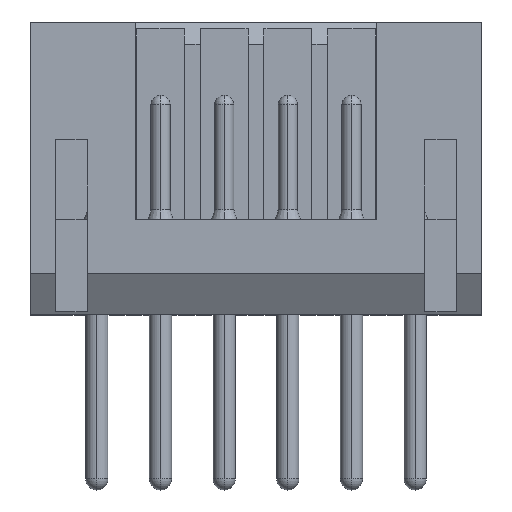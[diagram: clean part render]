
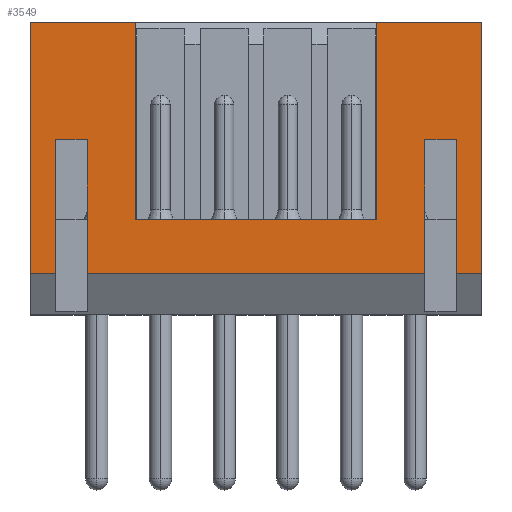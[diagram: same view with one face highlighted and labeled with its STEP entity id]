
A CAD part, top view. The second image highlights one B-rep face of the part: STEP entity #3549.
In plain terms, the highlighted planar face has unit normal (0, 0, 1).
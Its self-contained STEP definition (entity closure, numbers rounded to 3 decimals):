
#621=DIRECTION('',(0.,1.,0.));
#622=VECTOR('',#621,4.2);
#623=CARTESIAN_POINT('',(-6.3,1.3,2.55));
#624=LINE('',#623,#622);
#625=DIRECTION('',(1.,0.,0.));
#626=VECTOR('',#625,0.8);
#627=CARTESIAN_POINT('',(-7.1,1.3,2.55));
#628=LINE('',#627,#626);
#629=DIRECTION('',(-1.,0.,0.));
#630=VECTOR('',#629,3.3);
#631=CARTESIAN_POINT('',(-3.8,9.2,2.55));
#632=LINE('',#631,#630);
#633=DIRECTION('',(0.,1.,0.));
#634=VECTOR('',#633,6.2);
#635=CARTESIAN_POINT('',(-3.8,3.,2.55));
#636=LINE('',#635,#634);
#637=DIRECTION('',(-1.,0.,0.));
#638=VECTOR('',#637,3.3);
#639=CARTESIAN_POINT('',(7.1,9.2,2.55));
#640=LINE('',#639,#638);
#641=DIRECTION('',(0.,1.,0.));
#642=VECTOR('',#641,7.9);
#643=CARTESIAN_POINT('',(7.1,1.3,2.55));
#644=LINE('',#643,#642);
#645=DIRECTION('',(1.,0.,0.));
#646=VECTOR('',#645,0.8);
#647=CARTESIAN_POINT('',(6.3,1.3,2.55));
#648=LINE('',#647,#646);
#649=DIRECTION('',(1.,0.,0.));
#650=VECTOR('',#649,10.6);
#651=CARTESIAN_POINT('',(-5.3,1.3,2.55));
#652=LINE('',#651,#650);
#653=DIRECTION('',(1.,0.,0.));
#654=VECTOR('',#653,1.);
#655=CARTESIAN_POINT('',(-6.3,5.5,2.55));
#656=LINE('',#655,#654);
#669=DIRECTION('',(0.,1.,0.));
#670=VECTOR('',#669,7.9);
#671=CARTESIAN_POINT('',(-7.1,1.3,2.55));
#672=LINE('',#671,#670);
#705=DIRECTION('',(1.,0.,0.));
#706=VECTOR('',#705,7.6);
#707=CARTESIAN_POINT('',(-3.8,3.,2.55));
#708=LINE('',#707,#706);
#841=DIRECTION('',(0.,-1.,0.));
#842=VECTOR('',#841,4.2);
#843=CARTESIAN_POINT('',(6.3,5.5,2.55));
#844=LINE('',#843,#842);
#889=DIRECTION('',(0.,-1.,0.));
#890=VECTOR('',#889,6.2);
#891=CARTESIAN_POINT('',(3.8,9.2,2.55));
#892=LINE('',#891,#890);
#929=DIRECTION('',(0.,1.,0.));
#930=VECTOR('',#929,4.2);
#931=CARTESIAN_POINT('',(5.3,1.3,2.55));
#932=LINE('',#931,#930);
#941=DIRECTION('',(1.,0.,0.));
#942=VECTOR('',#941,1.);
#943=CARTESIAN_POINT('',(5.3,5.5,2.55));
#944=LINE('',#943,#942);
#1201=DIRECTION('',(0.,-1.,0.));
#1202=VECTOR('',#1201,4.2);
#1203=CARTESIAN_POINT('',(-5.3,5.5,2.55));
#1204=LINE('',#1203,#1202);
#2213=CARTESIAN_POINT('',(7.1,1.3,2.55));
#2214=VERTEX_POINT('',#2213);
#2215=CARTESIAN_POINT('',(7.1,9.2,2.55));
#2216=VERTEX_POINT('',#2215);
#2220=CARTESIAN_POINT('',(-6.3,1.3,2.55));
#2222=VERTEX_POINT('',#2220);
#2225=CARTESIAN_POINT('',(-5.3,1.3,2.55));
#2226=VERTEX_POINT('',#2225);
#2227=CARTESIAN_POINT('',(5.3,1.3,2.55));
#2228=VERTEX_POINT('',#2227);
#2233=CARTESIAN_POINT('',(6.3,1.3,2.55));
#2234=VERTEX_POINT('',#2233);
#2235=CARTESIAN_POINT('',(-7.1,1.3,2.55));
#2236=VERTEX_POINT('',#2235);
#2243=CARTESIAN_POINT('',(-6.3,5.5,2.55));
#2244=VERTEX_POINT('',#2243);
#2263=CARTESIAN_POINT('',(-3.8,9.2,2.55));
#2264=VERTEX_POINT('',#2263);
#2265=CARTESIAN_POINT('',(-7.1,9.2,2.55));
#2266=VERTEX_POINT('',#2265);
#2269=CARTESIAN_POINT('',(3.8,9.2,2.55));
#2270=VERTEX_POINT('',#2269);
#2285=CARTESIAN_POINT('',(-3.8,3.,2.55));
#2286=VERTEX_POINT('',#2285);
#2297=CARTESIAN_POINT('',(-5.3,5.5,2.55));
#2298=VERTEX_POINT('',#2297);
#2299=CARTESIAN_POINT('',(3.8,3.,2.55));
#2300=VERTEX_POINT('',#2299);
#2301=CARTESIAN_POINT('',(6.3,5.5,2.55));
#2302=VERTEX_POINT('',#2301);
#2303=CARTESIAN_POINT('',(5.3,5.5,2.55));
#2304=VERTEX_POINT('',#2303);
#3519=CARTESIAN_POINT('',(0.,5.25,2.55));
#3520=DIRECTION('',(0.,0.,1.));
#3521=DIRECTION('',(1.,0.,0.));
#3522=AXIS2_PLACEMENT_3D('',#3519,#3520,#3521);
#3523=PLANE('',#3522);
#3524=ORIENTED_EDGE('',*,*,#3340,.F.);
#3525=ORIENTED_EDGE('',*,*,#3319,.F.);
#3527=ORIENTED_EDGE('',*,*,#3526,.T.);
#3528=ORIENTED_EDGE('',*,*,#3388,.F.);
#3529=ORIENTED_EDGE('',*,*,#3441,.F.);
#3531=ORIENTED_EDGE('',*,*,#3530,.T.);
#3533=ORIENTED_EDGE('',*,*,#3532,.F.);
#3534=ORIENTED_EDGE('',*,*,#3395,.F.);
#3535=ORIENTED_EDGE('',*,*,#3284,.F.);
#3536=ORIENTED_EDGE('',*,*,#3313,.F.);
#3538=ORIENTED_EDGE('',*,*,#3537,.F.);
#3540=ORIENTED_EDGE('',*,*,#3539,.F.);
#3542=ORIENTED_EDGE('',*,*,#3541,.F.);
#3543=ORIENTED_EDGE('',*,*,#3305,.F.);
#3545=ORIENTED_EDGE('',*,*,#3544,.F.);
#3546=ORIENTED_EDGE('',*,*,#3510,.F.);
#3547=EDGE_LOOP('',(#3524,#3525,#3527,#3528,#3529,#3531,#3533,#3534,#3535,#3536,
#3538,#3540,#3542,#3543,#3545,#3546));
#3548=FACE_OUTER_BOUND('',#3547,.F.);
#3284=EDGE_CURVE('',#2214,#2216,#644,.T.);
#3305=EDGE_CURVE('',#2226,#2228,#652,.T.);
#3313=EDGE_CURVE('',#2234,#2214,#648,.T.);
#3319=EDGE_CURVE('',#2236,#2222,#628,.T.);
#3340=EDGE_CURVE('',#2222,#2244,#624,.T.);
#3388=EDGE_CURVE('',#2264,#2266,#632,.T.);
#3395=EDGE_CURVE('',#2216,#2270,#640,.T.);
#3441=EDGE_CURVE('',#2286,#2264,#636,.T.);
#3510=EDGE_CURVE('',#2244,#2298,#656,.T.);
#3526=EDGE_CURVE('',#2236,#2266,#672,.T.);
#3530=EDGE_CURVE('',#2286,#2300,#708,.T.);
#3532=EDGE_CURVE('',#2270,#2300,#892,.T.);
#3537=EDGE_CURVE('',#2302,#2234,#844,.T.);
#3539=EDGE_CURVE('',#2304,#2302,#944,.T.);
#3541=EDGE_CURVE('',#2228,#2304,#932,.T.);
#3544=EDGE_CURVE('',#2298,#2226,#1204,.T.);
#3549=ADVANCED_FACE('',(#3548),#3523,.T.);
